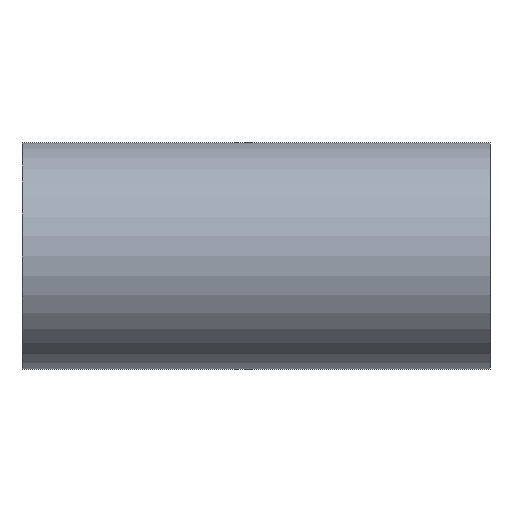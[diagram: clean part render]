
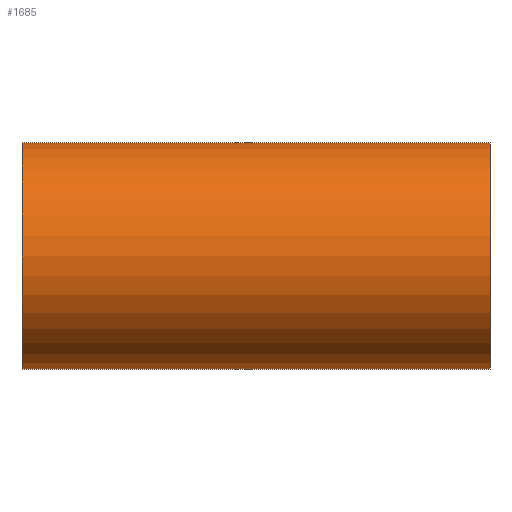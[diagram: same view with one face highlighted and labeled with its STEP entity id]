
A CAD part, front view. The second image highlights one B-rep face of the part: STEP entity #1685.
In plain terms, the highlighted cylindrical face has radius 50.8 mm (diameter 101.6 mm), a partial arc.
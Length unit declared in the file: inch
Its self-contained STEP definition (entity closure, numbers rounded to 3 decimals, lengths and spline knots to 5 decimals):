
#42 = CARTESIAN_POINT ( 'NONE',  ( 4.12598, 0., -2. ) ) ;
#68 = DIRECTION ( 'NONE',  ( 0., 0., 1. ) ) ;
#168 = DIRECTION ( 'NONE',  ( 1., 0., 0. ) ) ;
#228 = AXIS2_PLACEMENT_3D ( 'NONE', #1898, #168, #1539 ) ;
#356 = ORIENTED_EDGE ( 'NONE', *, *, #1638, .F. ) ;
#518 = ORIENTED_EDGE ( 'NONE', *, *, #1904, .T. ) ;
#532 = CARTESIAN_POINT ( 'NONE',  ( -4.12598, 0., -2. ) ) ;
#536 = ORIENTED_EDGE ( 'NONE', *, *, #1775, .T. ) ;
#552 = CARTESIAN_POINT ( 'NONE',  ( 4.12598, 0., 2. ) ) ;
#568 = CARTESIAN_POINT ( 'NONE',  ( 4.12598, 0., 0. ) ) ;
#587 = EDGE_CURVE ( 'NONE', #649, #1041, #829, .T. ) ;
#633 = LINE ( 'NONE', #1923, #1121 ) ;
#649 = VERTEX_POINT ( 'NONE', #552 ) ;
#738 = DIRECTION ( 'NONE',  ( -1., 0., 0. ) ) ;
#792 = EDGE_LOOP ( 'NONE', ( #356, #1631, #536, #518 ) ) ;
#796 = VECTOR ( 'NONE', #2254, 39.37008 ) ;
#829 = CIRCLE ( 'NONE', #228, 2. ) ;
#835 = DIRECTION ( 'NONE',  ( 1., 0., 0. ) ) ;
#908 = CARTESIAN_POINT ( 'NONE',  ( 4.12598, 0., 2. ) ) ;
#1006 = AXIS2_PLACEMENT_3D ( 'NONE', #1723, #835, #1892 ) ;
#1041 = VERTEX_POINT ( 'NONE', #42 ) ;
#1065 = DIRECTION ( 'NONE',  ( -1., 0., 0. ) ) ;
#1121 = VECTOR ( 'NONE', #1065, 39.37008 ) ;
#1202 = FACE_OUTER_BOUND ( 'NONE', #792, .T. ) ;
#1406 = CARTESIAN_POINT ( 'NONE',  ( -4.12598, 0., 2. ) ) ;
#1539 = DIRECTION ( 'NONE',  ( 0., 0., -1. ) ) ;
#1546 = VERTEX_POINT ( 'NONE', #1406 ) ;
#1569 = VERTEX_POINT ( 'NONE', #532 ) ;
#1631 = ORIENTED_EDGE ( 'NONE', *, *, #587, .F. ) ;
#1638 = EDGE_CURVE ( 'NONE', #1041, #1569, #633, .T. ) ;
#1641 = CYLINDRICAL_SURFACE ( 'NONE', #1823, 2. ) ;
#1685 = ADVANCED_FACE ( 'NONE', ( #1202 ), #1641, .T. ) ;
#1723 = CARTESIAN_POINT ( 'NONE',  ( -4.12598, 0., 0. ) ) ;
#1775 = EDGE_CURVE ( 'NONE', #649, #1546, #2218, .T. ) ;
#1823 = AXIS2_PLACEMENT_3D ( 'NONE', #568, #738, #68 ) ;
#1892 = DIRECTION ( 'NONE',  ( 0., 0., -1. ) ) ;
#1898 = CARTESIAN_POINT ( 'NONE',  ( 4.12598, 0., 0. ) ) ;
#1904 = EDGE_CURVE ( 'NONE', #1546, #1569, #2130, .T. ) ;
#1923 = CARTESIAN_POINT ( 'NONE',  ( 4.12598, 0., -2. ) ) ;
#2130 = CIRCLE ( 'NONE', #1006, 2. ) ;
#2218 = LINE ( 'NONE', #908, #796 ) ;
#2254 = DIRECTION ( 'NONE',  ( -1., 0., 0. ) ) ;
